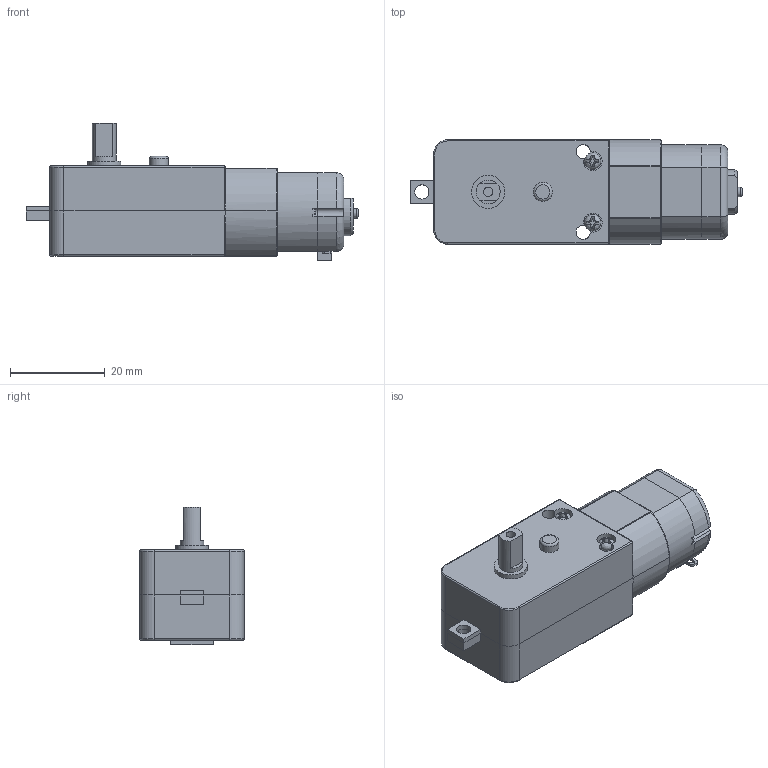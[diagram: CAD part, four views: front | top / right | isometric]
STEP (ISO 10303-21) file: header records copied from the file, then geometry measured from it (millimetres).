
FILE_DESCRIPTION(/* description */ (''),/* implementation_level */ '2;1');
FILE_NAME(/* name */ 'One side TT Motor v1.step',/* time_stamp */ '2023-01-27T09:05:16+07:00',/* author */ (''),/* organization */ (''),/* preprocessor_version */ 'ST-DEVELOPER v19.2',/* originating_system */ 'Autodesk Translation Framework v11.17.0.187',/* authorisation */ '');
FILE_SCHEMA (('AUTOMOTIVE_DESIGN { 1 0 10303 214 3 1 1 }'));
Length unit declared in the file: millimetre
Products named in the file (1): One side TT Motor
Bounding box: 70 x 22 x 29 mm (x, y, z)
Volume: 23334.2 mm3; surface area: 10819.5 mm2
Topology: 8 solids, 8 shells, 259 faces, 647 edges, 412 vertices
Faces by surface type: plane 143, cylinder 73, torus 16, bspline 10, cone 9, sphere 8
Full cylindrical faces by diameter (mm): 1 x2, 1.5 x2, 2 x5, 3 x7, 4 x1, 5 x1, 7 x1
Entity records: 8367 total; most frequent: CARTESIAN_POINT 2081, ORIENTED_EDGE 1286, DIRECTION 1284, EDGE_CURVE 643, AXIS2_PLACEMENT_3D 473, VERTEX_POINT 412, LINE 338, VECTOR 338
